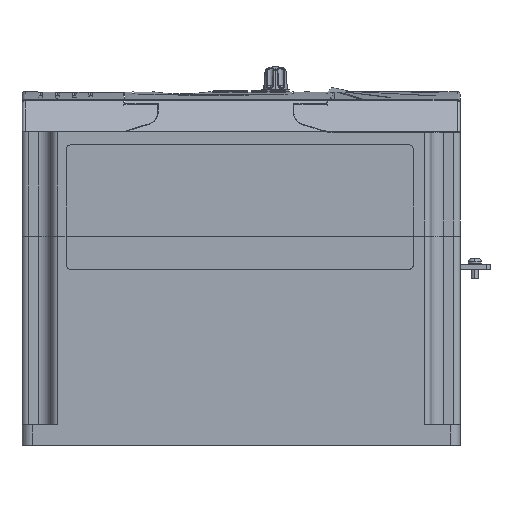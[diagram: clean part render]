
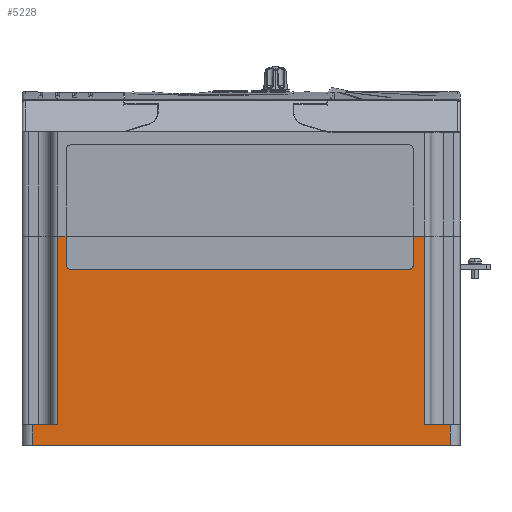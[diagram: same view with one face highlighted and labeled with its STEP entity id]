
A CAD part, left-side view. The second image highlights one B-rep face of the part: STEP entity #5228.
In plain terms, the highlighted planar face has unit normal (-1, 0, 0).
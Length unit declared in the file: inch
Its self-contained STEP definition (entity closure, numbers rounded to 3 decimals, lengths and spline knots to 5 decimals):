
#195 = CARTESIAN_POINT ( 'NONE',  ( -2.46, -3.75, -3.00447 ) ) ;
#312 = VERTEX_POINT ( 'NONE', #10026 ) ;
#390 = EDGE_CURVE ( 'NONE', #31925, #1886, #8728, .T. ) ;
#425 = AXIS2_PLACEMENT_3D ( 'NONE', #21166, #2922, #24282 ) ;
#1587 = LINE ( 'NONE', #10952, #33997 ) ;
#1629 = CARTESIAN_POINT ( 'NONE',  ( -2.46, -3.40487, 1.13 ) ) ;
#1886 = VERTEX_POINT ( 'NONE', #195 ) ;
#2171 = EDGE_CURVE ( 'NONE', #23854, #38378, #6633, .T. ) ;
#2347 = VERTEX_POINT ( 'NONE', #36287 ) ;
#2922 = DIRECTION ( 'NONE',  ( 1., 0., 0. ) ) ;
#3002 = CARTESIAN_POINT ( 'NONE',  ( -2.46, -3.75, -3.00547 ) ) ;
#3730 = DIRECTION ( 'NONE',  ( 0., 0., -1. ) ) ;
#3953 = CARTESIAN_POINT ( 'NONE',  ( -2.46, 3.35955, 0.4695 ) ) ;
#4328 = ORIENTED_EDGE ( 'NONE', *, *, #33378, .T. ) ;
#5228 = ADVANCED_FACE ( 'NONE', ( #21885 ), #10291, .F. ) ;
#5522 = ORIENTED_EDGE ( 'NONE', *, *, #10465, .T. ) ;
#5685 = ORIENTED_EDGE ( 'NONE', *, *, #29652, .T. ) ;
#6247 = LINE ( 'NONE', #16527, #22477 ) ;
#6633 = LINE ( 'NONE', #17008, #38086 ) ;
#6663 = CARTESIAN_POINT ( 'NONE',  ( -2.46, 4.33, -3.00447 ) ) ;
#7230 = VECTOR ( 'NONE', #33779, 39.37008 ) ;
#7636 = DIRECTION ( 'NONE',  ( 0., 0., 1. ) ) ;
#7842 = CIRCLE ( 'NONE', #425, 0.1 ) ;
#7963 = CARTESIAN_POINT ( 'NONE',  ( -2.46, -3.625, 1.13 ) ) ;
#8728 = LINE ( 'NONE', #6663, #16827 ) ;
#8768 = EDGE_CURVE ( 'NONE', #17794, #26147, #15315, .T. ) ;
#9320 = VERTEX_POINT ( 'NONE', #37038 ) ;
#9974 = LINE ( 'NONE', #11495, #34261 ) ;
#10001 = EDGE_CURVE ( 'NONE', #38378, #37788, #26914, .T. ) ;
#10026 = CARTESIAN_POINT ( 'NONE',  ( -2.46, 3.45955, 1.13 ) ) ;
#10053 = LINE ( 'NONE', #37179, #17175 ) ;
#10270 = CARTESIAN_POINT ( 'NONE',  ( -2.46, 4.33, 1.13 ) ) ;
#10291 = PLANE ( 'NONE',  #16858 ) ;
#10390 = VERTEX_POINT ( 'NONE', #17708 ) ;
#10465 = EDGE_CURVE ( 'NONE', #12357, #9320, #7842, .T. ) ;
#10528 = VERTEX_POINT ( 'NONE', #19055 ) ;
#10697 = VECTOR ( 'NONE', #29132, 39.37008 ) ;
#10844 = ORIENTED_EDGE ( 'NONE', *, *, #14101, .T. ) ;
#10918 = LINE ( 'NONE', #38068, #34260 ) ;
#10952 = CARTESIAN_POINT ( 'NONE',  ( -2.46, 3.625, -3.00547 ) ) ;
#11495 = CARTESIAN_POINT ( 'NONE',  ( -2.46, -4.13, -3.00547 ) ) ;
#11632 = LINE ( 'NONE', #13732, #18795 ) ;
#11739 = ORIENTED_EDGE ( 'NONE', *, *, #27106, .T. ) ;
#12357 = VERTEX_POINT ( 'NONE', #15092 ) ;
#12431 = VERTEX_POINT ( 'NONE', #36933 ) ;
#12880 = VERTEX_POINT ( 'NONE', #13152 ) ;
#13152 = CARTESIAN_POINT ( 'NONE',  ( -2.46, -3.30487, 0.4695 ) ) ;
#13236 = VERTEX_POINT ( 'NONE', #17086 ) ;
#13349 = DIRECTION ( 'NONE',  ( 1., 0., 0. ) ) ;
#13584 = EDGE_CURVE ( 'NONE', #13236, #312, #16889, .T. ) ;
#13732 = CARTESIAN_POINT ( 'NONE',  ( -2.46, -3.625, -3.00547 ) ) ;
#14101 = EDGE_CURVE ( 'NONE', #35081, #20045, #32087, .T. ) ;
#14286 = CARTESIAN_POINT ( 'NONE',  ( -2.46, -4.13, -3.00447 ) ) ;
#14888 = VECTOR ( 'NONE', #31363, 39.37008 ) ;
#15092 = CARTESIAN_POINT ( 'NONE',  ( -2.46, 3.35955, 0.4695 ) ) ;
#15098 = EDGE_CURVE ( 'NONE', #10390, #12431, #23438, .T. ) ;
#15288 = DIRECTION ( 'NONE',  ( 1., 0., 0. ) ) ;
#15315 = LINE ( 'NONE', #31575, #37721 ) ;
#15663 = LINE ( 'NONE', #3002, #38052 ) ;
#15705 = ORIENTED_EDGE ( 'NONE', *, *, #15098, .F. ) ;
#15883 = EDGE_CURVE ( 'NONE', #2347, #20045, #10918, .T. ) ;
#15888 = ORIENTED_EDGE ( 'NONE', *, *, #34549, .T. ) ;
#16305 = ORIENTED_EDGE ( 'NONE', *, *, #39590, .T. ) ;
#16527 = CARTESIAN_POINT ( 'NONE',  ( -2.46, 4.33, -2.6 ) ) ;
#16827 = VECTOR ( 'NONE', #31006, 39.37008 ) ;
#16831 = CARTESIAN_POINT ( 'NONE',  ( -2.46, 4.13, -2.6 ) ) ;
#16858 = AXIS2_PLACEMENT_3D ( 'NONE', #28540, #13349, #34663 ) ;
#16889 = LINE ( 'NONE', #10270, #31173 ) ;
#17008 = CARTESIAN_POINT ( 'NONE',  ( -2.46, -3.40487, -3.00547 ) ) ;
#17086 = CARTESIAN_POINT ( 'NONE',  ( -2.46, 3.625, 1.13 ) ) ;
#17175 = VECTOR ( 'NONE', #3730, 39.37008 ) ;
#17383 = DIRECTION ( 'NONE',  ( 0., 0., 1. ) ) ;
#17708 = CARTESIAN_POINT ( 'NONE',  ( -2.46, -3.625, -2.6 ) ) ;
#17794 = VERTEX_POINT ( 'NONE', #34007 ) ;
#17920 = ORIENTED_EDGE ( 'NONE', *, *, #23391, .T. ) ;
#18659 = VECTOR ( 'NONE', #17383, 39.37008 ) ;
#18795 = VECTOR ( 'NONE', #7636, 39.37008 ) ;
#18832 = EDGE_CURVE ( 'NONE', #23854, #12880, #20153, .T. ) ;
#19055 = CARTESIAN_POINT ( 'NONE',  ( -2.46, 3.625, -2.6 ) ) ;
#19838 = DIRECTION ( 'NONE',  ( 0., 1., 0. ) ) ;
#19951 = CARTESIAN_POINT ( 'NONE',  ( -2.46, 4.33, 1.13 ) ) ;
#20045 = VERTEX_POINT ( 'NONE', #28292 ) ;
#20153 = CIRCLE ( 'NONE', #30675, 0.1 ) ;
#20158 = EDGE_CURVE ( 'NONE', #13236, #10528, #1587, .T. ) ;
#21166 = CARTESIAN_POINT ( 'NONE',  ( -2.46, 3.35955, 0.5695 ) ) ;
#21885 = FACE_OUTER_BOUND ( 'NONE', #33285, .T. ) ;
#22477 = VECTOR ( 'NONE', #37839, 39.37008 ) ;
#23014 = LINE ( 'NONE', #3953, #14888 ) ;
#23391 = EDGE_CURVE ( 'NONE', #26147, #1886, #15663, .T. ) ;
#23438 = LINE ( 'NONE', #27036, #7230 ) ;
#23543 = CARTESIAN_POINT ( 'NONE',  ( -2.46, 4.13, -3.00547 ) ) ;
#23662 = DIRECTION ( 'NONE',  ( 0., 0., 1. ) ) ;
#23854 = VERTEX_POINT ( 'NONE', #26178 ) ;
#24282 = DIRECTION ( 'NONE',  ( 0., 0., 1. ) ) ;
#25747 = ORIENTED_EDGE ( 'NONE', *, *, #8768, .T. ) ;
#26028 = DIRECTION ( 'NONE',  ( 0., 0., -1. ) ) ;
#26147 = VERTEX_POINT ( 'NONE', #29355 ) ;
#26148 = ORIENTED_EDGE ( 'NONE', *, *, #18832, .T. ) ;
#26178 = CARTESIAN_POINT ( 'NONE',  ( -2.46, -3.40487, 0.5695 ) ) ;
#26757 = LINE ( 'NONE', #29510, #18659 ) ;
#26914 = LINE ( 'NONE', #19951, #10697 ) ;
#27036 = CARTESIAN_POINT ( 'NONE',  ( -2.46, 4.33, -2.6 ) ) ;
#27106 = EDGE_CURVE ( 'NONE', #9320, #312, #26757, .T. ) ;
#28292 = CARTESIAN_POINT ( 'NONE',  ( -2.46, 4.13, -3.00447 ) ) ;
#28540 = CARTESIAN_POINT ( 'NONE',  ( -2.46, 4.33, -3.00547 ) ) ;
#29132 = DIRECTION ( 'NONE',  ( 0., -1., 0. ) ) ;
#29355 = CARTESIAN_POINT ( 'NONE',  ( -2.46, -3.75, -3.00547 ) ) ;
#29510 = CARTESIAN_POINT ( 'NONE',  ( -2.46, 3.45955, 2.83615 ) ) ;
#29652 = EDGE_CURVE ( 'NONE', #10390, #37788, #11632, .T. ) ;
#29994 = ORIENTED_EDGE ( 'NONE', *, *, #38811, .T. ) ;
#30286 = DIRECTION ( 'NONE',  ( 0., 0., 1. ) ) ;
#30675 = AXIS2_PLACEMENT_3D ( 'NONE', #33506, #15288, #36600 ) ;
#31006 = DIRECTION ( 'NONE',  ( 0., 1., 0. ) ) ;
#31137 = VECTOR ( 'NONE', #38705, 39.37008 ) ;
#31173 = VECTOR ( 'NONE', #34637, 39.37008 ) ;
#31363 = DIRECTION ( 'NONE',  ( 0., 1., 0. ) ) ;
#31575 = CARTESIAN_POINT ( 'NONE',  ( -2.46, 4.33, -3.00547 ) ) ;
#31734 = ORIENTED_EDGE ( 'NONE', *, *, #2171, .F. ) ;
#31925 = VERTEX_POINT ( 'NONE', #14286 ) ;
#32087 = LINE ( 'NONE', #23543, #31137 ) ;
#32436 = DIRECTION ( 'NONE',  ( 0., 0., 1. ) ) ;
#33285 = EDGE_LOOP ( 'NONE', ( #25747, #17920, #36588, #16305, #15705, #5685, #36553, #31734, #26148, #4328, #5522, #11739, #37124, #35753, #29994, #10844, #37510, #15888 ) ) ;
#33378 = EDGE_CURVE ( 'NONE', #12880, #12357, #23014, .T. ) ;
#33506 = CARTESIAN_POINT ( 'NONE',  ( -2.46, -3.30487, 0.5695 ) ) ;
#33779 = DIRECTION ( 'NONE',  ( 0., -1., 0. ) ) ;
#33997 = VECTOR ( 'NONE', #26028, 39.37008 ) ;
#34007 = CARTESIAN_POINT ( 'NONE',  ( -2.46, 3.75, -3.00547 ) ) ;
#34260 = VECTOR ( 'NONE', #19838, 39.37008 ) ;
#34261 = VECTOR ( 'NONE', #23662, 39.37008 ) ;
#34549 = EDGE_CURVE ( 'NONE', #2347, #17794, #10053, .T. ) ;
#34637 = DIRECTION ( 'NONE',  ( 0., -1., 0. ) ) ;
#34663 = DIRECTION ( 'NONE',  ( 0., 0., -1. ) ) ;
#34675 = DIRECTION ( 'NONE',  ( 0., -1., 0. ) ) ;
#35081 = VERTEX_POINT ( 'NONE', #16831 ) ;
#35753 = ORIENTED_EDGE ( 'NONE', *, *, #20158, .T. ) ;
#36287 = CARTESIAN_POINT ( 'NONE',  ( -2.46, 3.75, -3.00447 ) ) ;
#36553 = ORIENTED_EDGE ( 'NONE', *, *, #10001, .F. ) ;
#36588 = ORIENTED_EDGE ( 'NONE', *, *, #390, .F. ) ;
#36600 = DIRECTION ( 'NONE',  ( 0., 0., -1. ) ) ;
#36933 = CARTESIAN_POINT ( 'NONE',  ( -2.46, -4.13, -2.6 ) ) ;
#37038 = CARTESIAN_POINT ( 'NONE',  ( -2.46, 3.45955, 0.5695 ) ) ;
#37124 = ORIENTED_EDGE ( 'NONE', *, *, #13584, .F. ) ;
#37179 = CARTESIAN_POINT ( 'NONE',  ( -2.46, 3.75, -3.00547 ) ) ;
#37510 = ORIENTED_EDGE ( 'NONE', *, *, #15883, .F. ) ;
#37721 = VECTOR ( 'NONE', #34675, 39.37008 ) ;
#37788 = VERTEX_POINT ( 'NONE', #7963 ) ;
#37839 = DIRECTION ( 'NONE',  ( 0., 1., 0. ) ) ;
#38052 = VECTOR ( 'NONE', #30286, 39.37008 ) ;
#38068 = CARTESIAN_POINT ( 'NONE',  ( -2.46, 4.33, -3.00447 ) ) ;
#38086 = VECTOR ( 'NONE', #32436, 39.37008 ) ;
#38378 = VERTEX_POINT ( 'NONE', #1629 ) ;
#38705 = DIRECTION ( 'NONE',  ( 0., 0., -1. ) ) ;
#38811 = EDGE_CURVE ( 'NONE', #10528, #35081, #6247, .T. ) ;
#39590 = EDGE_CURVE ( 'NONE', #31925, #12431, #9974, .T. ) ;
